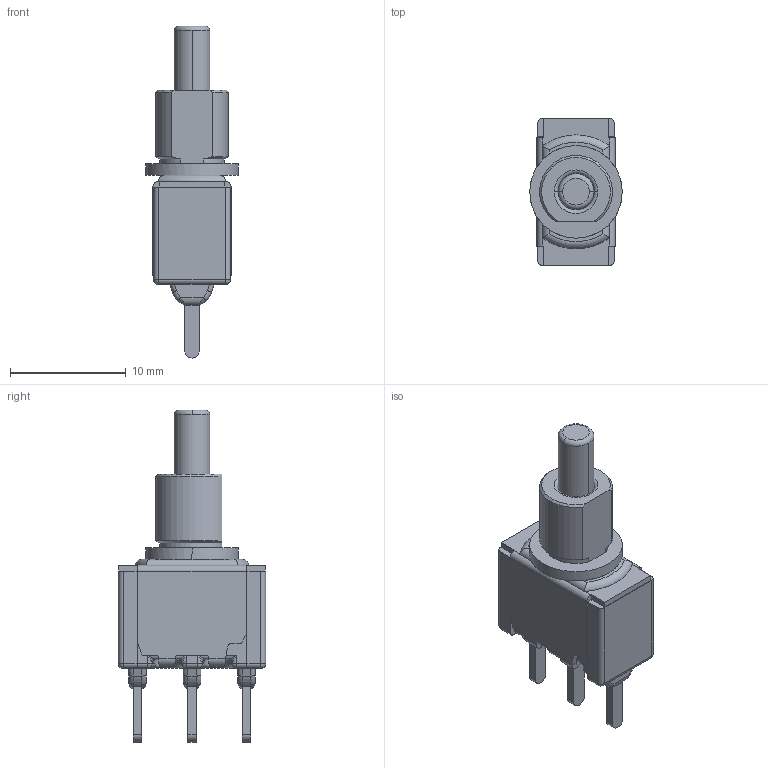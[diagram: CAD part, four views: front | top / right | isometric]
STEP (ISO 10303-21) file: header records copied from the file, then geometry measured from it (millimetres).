
FILE_DESCRIPTION((''),'2;1');
FILE_NAME('PB_C&K_8125SH9CBE.stp','2016-08-26T09:27:01',(''),(''),'Mechanical Desktop 2011','Mechanical Desktop 2011',', , ');
FILE_SCHEMA(('AUTOMOTIVE_DESIGN { 1 2 10303 214 1 1 1 1 }'));
Length unit declared in the file: millimetre
Products named in the file (1): Product
Bounding box: 7.98 x 12.7 x 28.63 mm (x, y, z)
Volume: 1003.8 mm3; surface area: 1467.4 mm2
Topology: 6 solids, 6 shells, 330 faces, 898 edges, 585 vertices
Faces by surface type: bspline 134, plane 101, cylinder 69, torus 20, sphere 4, cone 2
Entity records: 14092 total; most frequent: CARTESIAN_POINT 5968, ORIENTED_EDGE 1796, DIRECTION 1592, EDGE_CURVE 898, VERTEX_POINT 585, AXIS2_PLACEMENT_3D 563, VECTOR 466, LINE 466
